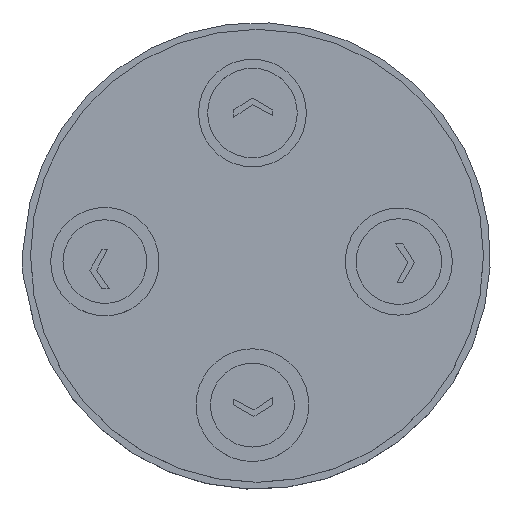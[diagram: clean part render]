
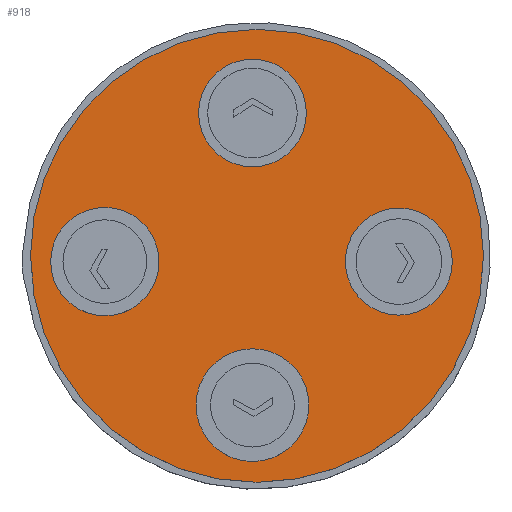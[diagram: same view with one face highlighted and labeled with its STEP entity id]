
A CAD part, top view. The second image highlights one B-rep face of the part: STEP entity #918.
In plain terms, the highlighted planar face has unit normal (0, 0, 1).
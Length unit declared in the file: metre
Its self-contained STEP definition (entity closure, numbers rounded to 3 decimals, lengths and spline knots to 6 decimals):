
#227=ORIENTED_EDGE('',*,*,#429,.F.);
#228=ORIENTED_EDGE('',*,*,#430,.F.);
#229=ORIENTED_EDGE('',*,*,#431,.F.);
#230=ORIENTED_EDGE('',*,*,#432,.F.);
#231=ORIENTED_EDGE('',*,*,#427,.F.);
#427=EDGE_CURVE('',#537,#537,#623,.T.);
#429=EDGE_CURVE('',#539,#539,#625,.F.);
#430=EDGE_CURVE('',#540,#540,#626,.F.);
#431=EDGE_CURVE('',#541,#541,#627,.F.);
#432=EDGE_CURVE('',#542,#542,#628,.F.);
#537=VERTEX_POINT('',#1448);
#539=VERTEX_POINT('',#1453);
#540=VERTEX_POINT('',#1455);
#541=VERTEX_POINT('',#1457);
#542=VERTEX_POINT('',#1459);
#623=CIRCLE('',#1030,0.021039);
#625=CIRCLE('',#1033,0.004973);
#626=CIRCLE('',#1034,0.005001);
#627=CIRCLE('',#1035,0.005033);
#628=CIRCLE('',#1036,0.00524);
#679=EDGE_LOOP('',(#227));
#680=EDGE_LOOP('',(#228));
#681=EDGE_LOOP('',(#229));
#682=EDGE_LOOP('',(#230));
#683=EDGE_LOOP('',(#231));
#783=FACE_BOUND('',#679,.T.);
#784=FACE_BOUND('',#680,.T.);
#785=FACE_BOUND('',#681,.T.);
#786=FACE_BOUND('',#682,.T.);
#787=FACE_BOUND('',#683,.T.);
#859=PLANE('',#1032);
#918=ADVANCED_FACE('',(#783,#784,#785,#786,#787),#859,.F.);
#1030=AXIS2_PLACEMENT_3D('',#1447,#1182,#1183);
#1032=AXIS2_PLACEMENT_3D('',#1451,#1186,#1187);
#1033=AXIS2_PLACEMENT_3D('',#1452,#1188,#1189);
#1034=AXIS2_PLACEMENT_3D('',#1454,#1190,#1191);
#1035=AXIS2_PLACEMENT_3D('',#1456,#1192,#1193);
#1036=AXIS2_PLACEMENT_3D('',#1458,#1194,#1195);
#1182=DIRECTION('',(0.,0.,-1.));
#1183=DIRECTION('',(-1.,0.,0.));
#1186=DIRECTION('',(0.,0.,-1.));
#1187=DIRECTION('',(1.,0.,0.));
#1188=DIRECTION('',(0.,0.,-1.));
#1189=DIRECTION('',(-1.,0.,0.));
#1190=DIRECTION('',(0.,0.,-1.));
#1191=DIRECTION('',(-1.,0.,0.));
#1192=DIRECTION('',(0.,0.,-1.));
#1193=DIRECTION('',(-1.,0.,0.));
#1194=DIRECTION('',(0.,0.,-1.));
#1195=DIRECTION('',(-1.,0.,0.));
#1447=CARTESIAN_POINT('',(0.163502,-0.04519,0.025));
#1448=CARTESIAN_POINT('',(0.142463,-0.04519,0.025));
#1451=CARTESIAN_POINT('',(0.163418,-0.04519,0.025));
#1452=CARTESIAN_POINT('',(0.176677,-0.045727,0.025));
#1453=CARTESIAN_POINT('',(0.171704,-0.045727,0.025));
#1454=CARTESIAN_POINT('',(0.163079,-0.031925,0.025));
#1455=CARTESIAN_POINT('',(0.158078,-0.031925,0.025));
#1456=CARTESIAN_POINT('',(0.149363,-0.045727,0.025));
#1457=CARTESIAN_POINT('',(0.14433,-0.045727,0.025));
#1458=CARTESIAN_POINT('',(0.163079,-0.059061,0.025));
#1459=CARTESIAN_POINT('',(0.157839,-0.059061,0.025));
